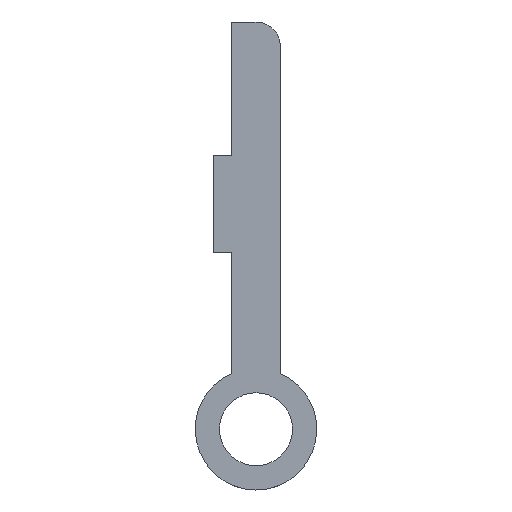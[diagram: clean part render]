
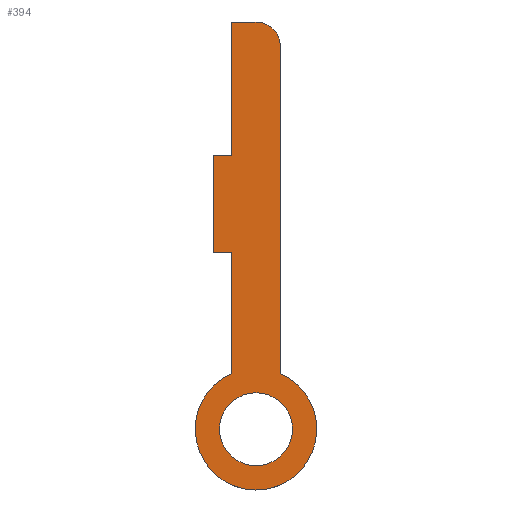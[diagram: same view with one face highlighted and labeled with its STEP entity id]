
A CAD part, top view. The second image highlights one B-rep face of the part: STEP entity #394.
In plain terms, the highlighted planar face has unit normal (0, 0, 1).
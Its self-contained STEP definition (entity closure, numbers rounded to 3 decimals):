
#49=CARTESIAN_POINT('',(0.0,33.5,0.5));
#50=VERTEX_POINT('',#49);
#51=CARTESIAN_POINT('',(2.0,31.5,0.5));
#52=VERTEX_POINT('',#51);
#53=CARTESIAN_POINT('',(0.,31.5,0.5));
#54=DIRECTION('',(0.0,0.0,-1.));
#55=DIRECTION('',(0.707,0.707,0.0));
#56=AXIS2_PLACEMENT_3D('',#53,#54,#55);
#57=CIRCLE('',#56,2.0);
#58=EDGE_CURVE('',#50,#52,#57,.T.);
#100=CARTESIAN_POINT('',(-2.0,33.5,0.5));
#101=VERTEX_POINT('',#100);
#108=CARTESIAN_POINT('',(-2.0,33.5,0.5));
#109=DIRECTION('',(1.0,0.0,0.0));
#110=VECTOR('',#109,2.0);
#111=LINE('',#108,#110);
#112=EDGE_CURVE('',#101,#50,#111,.T.);
#201=CARTESIAN_POINT('',(3.,0.,0.5));
#202=VERTEX_POINT('',#201);
#203=CARTESIAN_POINT('',(0.0,0.0,0.5));
#204=DIRECTION('',(0.0,0.0,-1.0));
#205=DIRECTION('',(-1.0,0.0,0.0));
#206=AXIS2_PLACEMENT_3D('',#203,#204,#205);
#207=CIRCLE('',#206,3.);
#208=EDGE_CURVE('',#202,#202,#207,.T.);
#218=CARTESIAN_POINT('',(-2.0,4.583,0.5));
#219=VERTEX_POINT('',#218);
#220=CARTESIAN_POINT('',(-2.0,14.5,0.5));
#221=VERTEX_POINT('',#220);
#222=CARTESIAN_POINT('',(-2.0,4.583,0.5));
#223=DIRECTION('',(0.0,1.0,0.0));
#224=VECTOR('',#223,9.917);
#225=LINE('',#222,#224);
#226=EDGE_CURVE('',#219,#221,#225,.T.);
#249=CARTESIAN_POINT('',(-3.5,14.5,0.5));
#250=VERTEX_POINT('',#249);
#251=CARTESIAN_POINT('',(-2.0,14.5,0.5));
#252=DIRECTION('',(-1.0,0.0,0.0));
#253=VECTOR('',#252,1.5);
#254=LINE('',#251,#253);
#255=EDGE_CURVE('',#221,#250,#254,.T.);
#273=CARTESIAN_POINT('',(-3.5,22.5,0.5));
#274=VERTEX_POINT('',#273);
#275=CARTESIAN_POINT('',(-3.5,14.5,0.5));
#276=DIRECTION('',(0.0,1.0,0.0));
#277=VECTOR('',#276,8.0);
#278=LINE('',#275,#277);
#279=EDGE_CURVE('',#250,#274,#278,.T.);
#297=CARTESIAN_POINT('',(-2.0,22.5,0.5));
#298=VERTEX_POINT('',#297);
#299=CARTESIAN_POINT('',(-3.5,22.5,0.5));
#300=DIRECTION('',(1.0,0.0,0.0));
#301=VECTOR('',#300,1.5);
#302=LINE('',#299,#301);
#303=EDGE_CURVE('',#274,#298,#302,.T.);
#321=CARTESIAN_POINT('',(-2.0,22.5,0.5));
#322=DIRECTION('',(0.0,1.0,0.0));
#323=VECTOR('',#322,11.0);
#324=LINE('',#321,#323);
#325=EDGE_CURVE('',#298,#101,#324,.T.);
#339=CARTESIAN_POINT('',(2.,4.583,0.5));
#340=VERTEX_POINT('',#339);
#341=CARTESIAN_POINT('',(2.0,31.5,0.5));
#342=DIRECTION('',(0.0,-1.0,0.0));
#343=VECTOR('',#342,26.917);
#344=LINE('',#341,#343);
#345=EDGE_CURVE('',#52,#340,#344,.T.);
#362=CARTESIAN_POINT('',(0.0,0.0,0.5));
#363=DIRECTION('',(0.0,0.0,-1.0));
#364=DIRECTION('',(-0.4,0.917,0.0));
#365=AXIS2_PLACEMENT_3D('',#362,#363,#364);
#366=CIRCLE('',#365,5.0);
#367=EDGE_CURVE('',#340,#219,#366,.T.);
#375=CARTESIAN_POINT('',(-0.22,13.94,0.5));
#376=DIRECTION('',(0.0,0.0,1.0));
#377=DIRECTION('',(1.0,0.0,0.0));
#378=AXIS2_PLACEMENT_3D('',#375,#376,#377);
#379=PLANE('',#378);
#380=ORIENTED_EDGE('',*,*,#58,.F.);
#381=ORIENTED_EDGE('',*,*,#112,.F.);
#382=ORIENTED_EDGE('',*,*,#325,.F.);
#383=ORIENTED_EDGE('',*,*,#303,.F.);
#384=ORIENTED_EDGE('',*,*,#279,.F.);
#385=ORIENTED_EDGE('',*,*,#255,.F.);
#386=ORIENTED_EDGE('',*,*,#226,.F.);
#387=ORIENTED_EDGE('',*,*,#367,.F.);
#388=ORIENTED_EDGE('',*,*,#345,.F.);
#389=EDGE_LOOP('',(#380,#381,#382,#383,#384,#385,#386,#387,#388));
#390=FACE_OUTER_BOUND('',#389,.T.);
#391=ORIENTED_EDGE('',*,*,#208,.T.);
#392=EDGE_LOOP('',(#391));
#393=FACE_BOUND('',#392,.T.);
#394=ADVANCED_FACE('',(#390,#393),#379,.T.);
